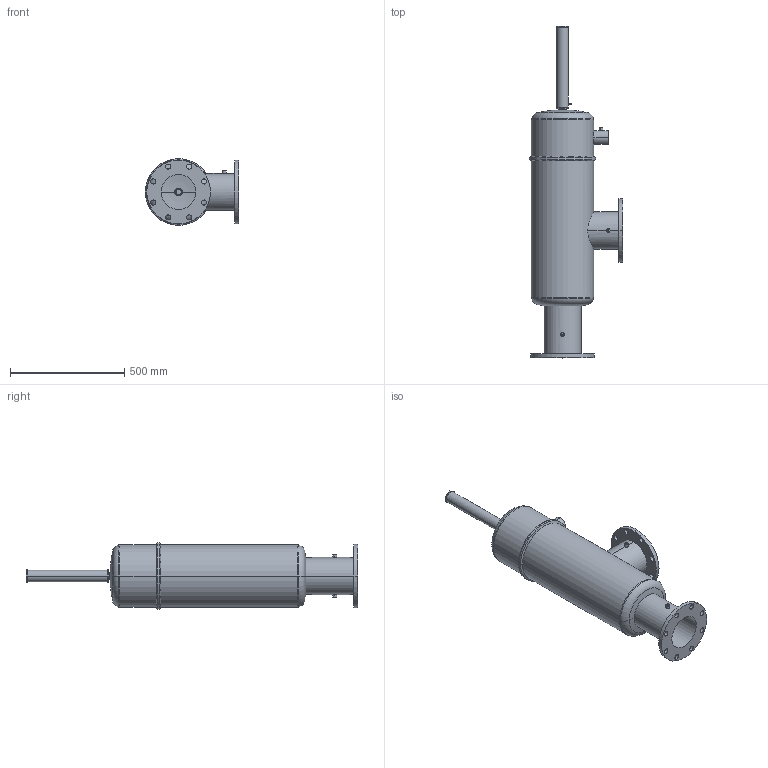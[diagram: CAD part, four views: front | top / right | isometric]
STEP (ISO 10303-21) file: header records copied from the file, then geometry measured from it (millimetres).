
FILE_DESCRIPTION (( 'STEP AP203' ), '1' );
FILE_NAME ('CL6-90.STEP', '2020-07-17T16:49:54', ( '' ), ( '' ), 'SwSTEP 2.0', 'SolidWorks 2017', '' );
FILE_SCHEMA (( 'CONFIG_CONTROL_DESIGN' ));
Length unit declared in the file: inch
Products named in the file (1): CL6-90
Bounding box: 409.57 x 1455.45 x 292.1 mm (x, y, z)
Volume: 6704701.3 mm3; surface area: 2221685.1 mm2
Topology: 5 solids, 5 shells, 155 faces, 382 edges, 238 vertices
Faces by surface type: cylinder 92, plane 31, torus 24, cone 8
Entity records: 6036 total; most frequent: CARTESIAN_POINT 2099, DIRECTION 852, ORIENTED_EDGE 764, EDGE_CURVE 382, AXIS2_PLACEMENT_3D 354, VERTEX_POINT 238, EDGE_LOOP 210, CIRCLE 198
